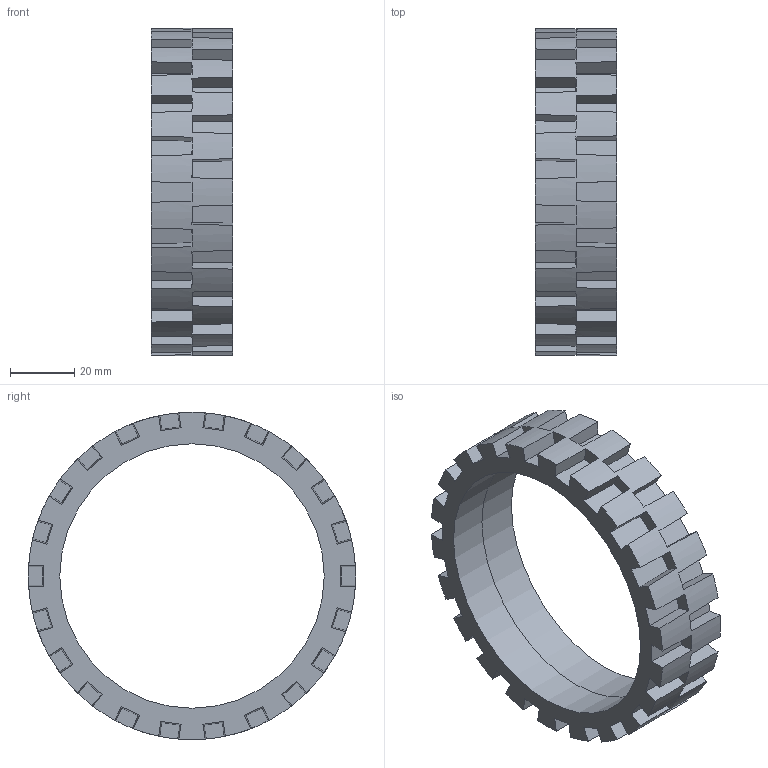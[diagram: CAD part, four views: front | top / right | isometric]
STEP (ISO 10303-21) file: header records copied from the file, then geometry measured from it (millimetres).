
FILE_DESCRIPTION(/* description */ (''),/* implementation_level */ '2;1');
FILE_NAME(/* name */ '4 in tread.ipt.step',/* time_stamp */ '2014-01-07T10:56:34-08:00',/* author */ ('Philip'),/* organization */ (''),/* preprocessor_version */ 'ST-DEVELOPER v15.2',/* originating_system */ 'Autodesk Inventor 2014',/* authorisation */ '');
FILE_SCHEMA (('AUTOMOTIVE_DESIGN { 1 0 10303 214 3 1 1 }'));
Length unit declared in the file: inch
Products named in the file (1): 4 in tread
Bounding box: 25.4 x 101.58 x 101.59 mm (x, y, z)
Volume: 55346.2 mm3; surface area: 25120.9 mm2
Topology: 1 solids, 1 shells, 181 faces, 536 edges, 357 vertices
Faces by surface type: plane 178, cone 2, cylinder 1
Full cylindrical faces by diameter (mm): 101.6 x1
Entity records: 6093 total; most frequent: DIRECTION 1074, CARTESIAN_POINT 1068, ORIENTED_EDGE 1062, EDGE_CURVE 531, AXIS2_PLACEMENT_3D 361, VERTEX_POINT 355, LINE 352, VECTOR 352
